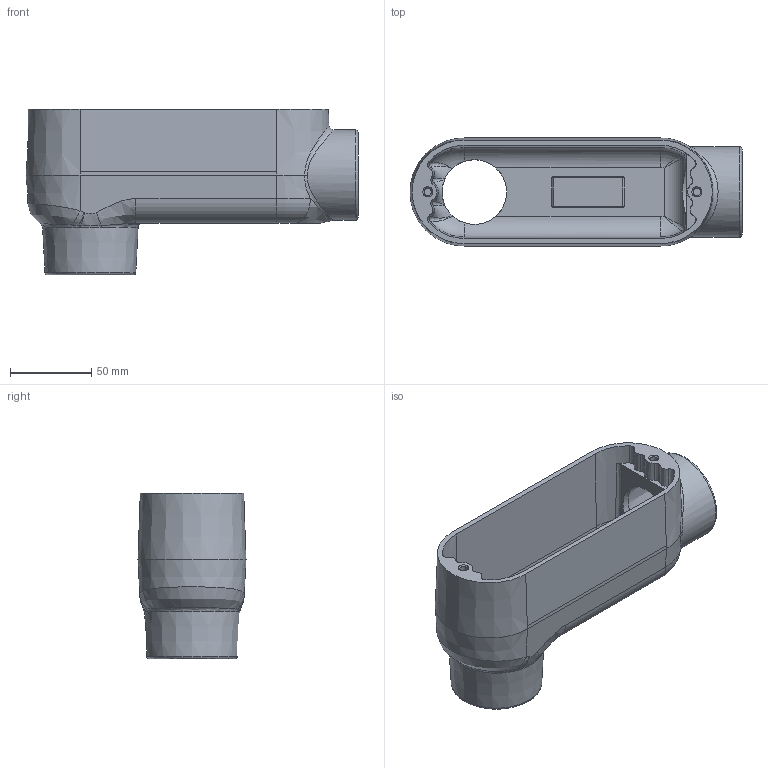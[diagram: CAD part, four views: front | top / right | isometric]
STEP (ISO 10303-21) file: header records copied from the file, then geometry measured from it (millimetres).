
FILE_DESCRIPTION(/* description */ (''),/* implementation_level */ '2;1');
FILE_NAME(/* name */ 'KIL_OLB-5.stp',/* time_stamp */ '2019-12-20T12:01:51+06:00',/* author */ ('kr'),/* organization */ (''),/* preprocessor_version */ 'ST-DEVELOPER v16.13',/* originating_system */ 'Autodesk Inventor 2018',/* authorisation */ '');
FILE_SCHEMA (('AUTOMOTIVE_DESIGN { 1 0 10303 214 3 1 1 }'));
Length unit declared in the file: inch
Products named in the file (1): 17174-1
Bounding box: 203.75 x 66.33 x 101.6 mm (x, y, z)
Volume: 231837 mm3; surface area: 89204.8 mm2
Topology: 1 solids, 1 shells, 356 faces, 939 edges, 604 vertices
Faces by surface type: plane 157, bspline 138, cone 40, torus 13, cylinder 8
Full cylindrical faces by diameter (mm): 39.688 x2, 55.562 x1
Entity records: 19334 total; most frequent: CARTESIAN_POINT 11547, ORIENTED_EDGE 1814, DIRECTION 1176, EDGE_CURVE 907, VERTEX_POINT 596, LINE 506, VECTOR 506, EDGE_LOOP 403
